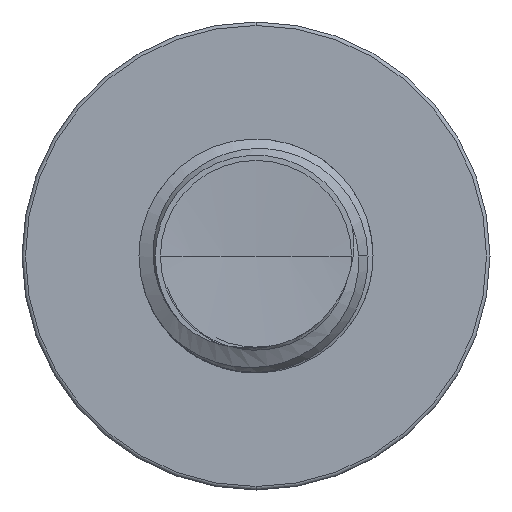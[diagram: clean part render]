
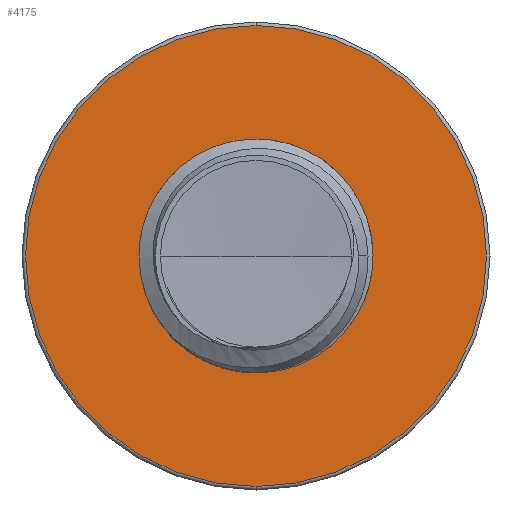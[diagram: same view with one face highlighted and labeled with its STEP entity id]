
A CAD part, front view. The second image highlights one B-rep face of the part: STEP entity #4175.
In plain terms, the highlighted planar face has unit normal (0, -1, 0).
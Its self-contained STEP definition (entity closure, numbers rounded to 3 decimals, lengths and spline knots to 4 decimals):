
#157 = CIRCLE ( 'NONE', #2827, 2.4625 ) ;
#785 = DIRECTION ( 'NONE',  ( 0., -1., 0. ) ) ;
#2051 = CARTESIAN_POINT ( 'NONE',  ( 0., 7.5, 0. ) ) ;
#2454 = DIRECTION ( 'NONE',  ( 0., -1., 0. ) ) ;
#2827 = AXIS2_PLACEMENT_3D ( 'NONE', #12149, #28183, #14458 ) ;
#4175 = ADVANCED_FACE ( 'NONE', ( #20946, #14843 ), #19365, .T. ) ;
#4363 = DIRECTION ( 'NONE',  ( 0., 0., -1. ) ) ;
#4637 = CARTESIAN_POINT ( 'NONE',  ( 0., 7.5, 2.4625 ) ) ;
#4904 = VERTEX_POINT ( 'NONE', #16088 ) ;
#5491 = VERTEX_POINT ( 'NONE', #9957 ) ;
#6018 = CIRCLE ( 'NONE', #28052, 2.4625 ) ;
#7201 = DIRECTION ( 'NONE',  ( 0., -1., 0. ) ) ;
#8044 = AXIS2_PLACEMENT_3D ( 'NONE', #16540, #2454, #18859 ) ;
#9957 = CARTESIAN_POINT ( 'NONE',  ( 0., 7.5, 1.2028 ) ) ;
#11326 = EDGE_CURVE ( 'NONE', #14966, #18610, #157, .T. ) ;
#12149 = CARTESIAN_POINT ( 'NONE',  ( 0., 7.5, 0. ) ) ;
#12522 = ORIENTED_EDGE ( 'NONE', *, *, #26545, .T. ) ;
#12672 = CIRCLE ( 'NONE', #8044, 1.2028 ) ;
#14458 = DIRECTION ( 'NONE',  ( 0., 0., -1. ) ) ;
#14843 = FACE_BOUND ( 'NONE', #29355, .T. ) ;
#14966 = VERTEX_POINT ( 'NONE', #4637 ) ;
#16088 = CARTESIAN_POINT ( 'NONE',  ( 0., 7.5, -1.2028 ) ) ;
#16540 = CARTESIAN_POINT ( 'NONE',  ( 0., 7.5, 0. ) ) ;
#17137 = DIRECTION ( 'NONE',  ( 0., 0., -1. ) ) ;
#18434 = DIRECTION ( 'NONE',  ( 0., -1., 0. ) ) ;
#18610 = VERTEX_POINT ( 'NONE', #25061 ) ;
#18859 = DIRECTION ( 'NONE',  ( 0., 0., -1. ) ) ;
#19365 = PLANE ( 'NONE',  #24878 ) ;
#19389 = ORIENTED_EDGE ( 'NONE', *, *, #11326, .T. ) ;
#20599 = CIRCLE ( 'NONE', #27822, 1.2028 ) ;
#20946 = FACE_OUTER_BOUND ( 'NONE', #22280, .T. ) ;
#21067 = CARTESIAN_POINT ( 'NONE',  ( 0., 7.5, 0. ) ) ;
#22280 = EDGE_LOOP ( 'NONE', ( #12522, #19389 ) ) ;
#23346 = DIRECTION ( 'NONE',  ( 0., 0., -1. ) ) ;
#23614 = EDGE_CURVE ( 'NONE', #5491, #4904, #20599, .T. ) ;
#24878 = AXIS2_PLACEMENT_3D ( 'NONE', #26226, #785, #17137 ) ;
#25061 = CARTESIAN_POINT ( 'NONE',  ( 0., 7.5, -2.4625 ) ) ;
#25406 = ORIENTED_EDGE ( 'NONE', *, *, #25525, .F. ) ;
#25525 = EDGE_CURVE ( 'NONE', #4904, #5491, #12672, .T. ) ;
#26141 = ORIENTED_EDGE ( 'NONE', *, *, #23614, .F. ) ;
#26226 = CARTESIAN_POINT ( 'NONE',  ( 0., 7.5, 1.2028 ) ) ;
#26545 = EDGE_CURVE ( 'NONE', #18610, #14966, #6018, .T. ) ;
#27822 = AXIS2_PLACEMENT_3D ( 'NONE', #21067, #7201, #23346 ) ;
#28052 = AXIS2_PLACEMENT_3D ( 'NONE', #2051, #18434, #4363 ) ;
#28183 = DIRECTION ( 'NONE',  ( 0., -1., 0. ) ) ;
#29355 = EDGE_LOOP ( 'NONE', ( #25406, #26141 ) ) ;
